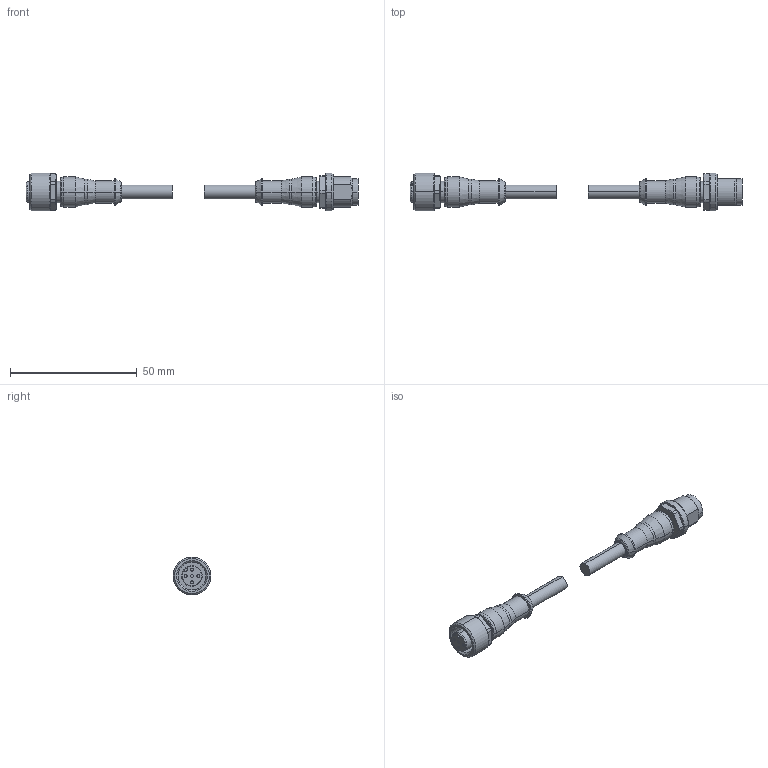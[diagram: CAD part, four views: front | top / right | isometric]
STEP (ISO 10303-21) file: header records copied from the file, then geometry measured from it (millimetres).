
FILE_DESCRIPTION((''),'2;1');
FILE_NAME('ILC27742203','2016-09-08T',('maj'),(''),'PRO/ENGINEER BY PARAMETRIC TECHNOLOGY CORPORATION, 2013320','PRO/ENGINEER BY PARAMETRIC TECHNOLOGY CORPORATION, 2013320','');
FILE_SCHEMA(('AUTOMOTIVE_DESIGN { 1 0 10303 214 1 1 1 1 }'));
Length unit declared in the file: inch
Products named in the file (3): 27742203_1; 27742203_2; ILC27742203
Assembly tree (2 placements, depth 2):
  ILC27742203
    27742203_1
    27742203_2
Bounding box: 131.2 x 15 x 15 mm (x, y, z)
Volume: 7993 mm3; surface area: 5163.7 mm2
Topology: 2 solids, 2 shells, 203 faces, 481 edges, 306 vertices
Faces by surface type: cylinder 72, plane 60, cone 37, torus 24, bspline 10
Entity records: 6442 total; most frequent: CARTESIAN_POINT 1416, DIRECTION 1138, ORIENTED_EDGE 962, AXIS2_PLACEMENT_3D 489, EDGE_CURVE 481, VERTEX_POINT 306, CIRCLE 291, EDGE_LOOP 227
